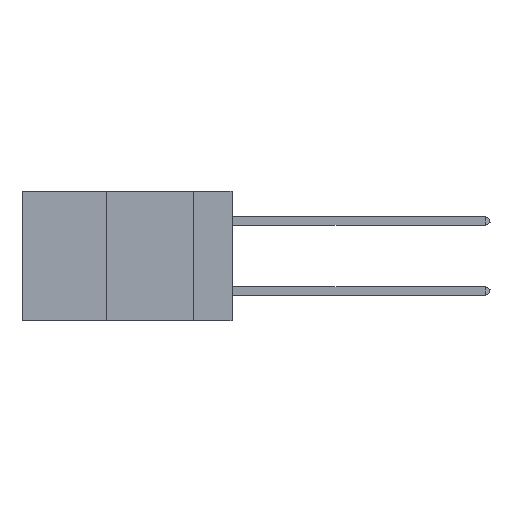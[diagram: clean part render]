
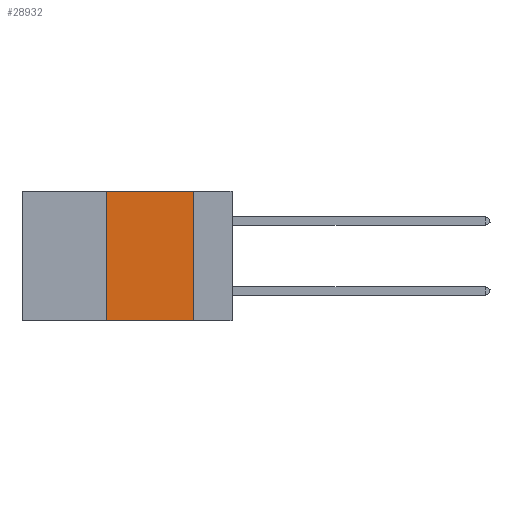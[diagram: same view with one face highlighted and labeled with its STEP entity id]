
A CAD part, left-side view. The second image highlights one B-rep face of the part: STEP entity #28932.
In plain terms, the highlighted planar face has unit normal (-1, 0, 0).
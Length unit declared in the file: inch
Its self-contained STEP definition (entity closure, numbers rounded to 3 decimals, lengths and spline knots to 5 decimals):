
#1008 = FACE_OUTER_BOUND ( 'NONE', #22220, .T. ) ;
#2606 = DIRECTION ( 'NONE',  ( 1., 0., 0. ) ) ;
#2871 = EDGE_CURVE ( 'NONE', #7275, #16389, #7782, .T. ) ;
#2989 = ORIENTED_EDGE ( 'NONE', *, *, #33160, .T. ) ;
#3926 = DIRECTION ( 'NONE',  ( 0., 0., 1. ) ) ;
#4531 = CARTESIAN_POINT ( 'NONE',  ( 0., 0.6, -0.37 ) ) ;
#4855 = CARTESIAN_POINT ( 'NONE',  ( 0., 0.36, 0. ) ) ;
#6240 = ORIENTED_EDGE ( 'NONE', *, *, #2871, .F. ) ;
#6572 = CARTESIAN_POINT ( 'NONE',  ( 0., 0.36, 0. ) ) ;
#7275 = VERTEX_POINT ( 'NONE', #26488 ) ;
#7782 = LINE ( 'NONE', #6572, #20147 ) ;
#8330 = ORIENTED_EDGE ( 'NONE', *, *, #19482, .F. ) ;
#8515 = LINE ( 'NONE', #31854, #21711 ) ;
#9502 = VECTOR ( 'NONE', #16005, 39.37008 ) ;
#9821 = VECTOR ( 'NONE', #25628, 39.37008 ) ;
#13313 = CARTESIAN_POINT ( 'NONE',  ( 0., 0.11, -0.37 ) ) ;
#16005 = DIRECTION ( 'NONE',  ( 0., 0., -1. ) ) ;
#16389 = VERTEX_POINT ( 'NONE', #4855 ) ;
#18711 = DIRECTION ( 'NONE',  ( 0., -1., 0. ) ) ;
#19482 = EDGE_CURVE ( 'NONE', #16389, #29421, #8515, .T. ) ;
#19486 = AXIS2_PLACEMENT_3D ( 'NONE', #31518, #2606, #21044 ) ;
#20147 = VECTOR ( 'NONE', #3926, 39.37008 ) ;
#21044 = DIRECTION ( 'NONE',  ( 0., 0., -1. ) ) ;
#21711 = VECTOR ( 'NONE', #18711, 39.37008 ) ;
#21727 = VERTEX_POINT ( 'NONE', #13313 ) ;
#22220 = EDGE_LOOP ( 'NONE', ( #33133, #8330, #6240, #2989 ) ) ;
#24353 = LINE ( 'NONE', #31792, #9502 ) ;
#25628 = DIRECTION ( 'NONE',  ( 0., -1., 0. ) ) ;
#26229 = PLANE ( 'NONE',  #19486 ) ;
#26488 = CARTESIAN_POINT ( 'NONE',  ( 0., 0.36, -0.37 ) ) ;
#28932 = ADVANCED_FACE ( 'NONE', ( #1008 ), #26229, .F. ) ;
#29421 = VERTEX_POINT ( 'NONE', #33320 ) ;
#30849 = LINE ( 'NONE', #4531, #9821 ) ;
#31518 = CARTESIAN_POINT ( 'NONE',  ( 0., 0.6, 0. ) ) ;
#31792 = CARTESIAN_POINT ( 'NONE',  ( 0., 0.11, 0. ) ) ;
#31854 = CARTESIAN_POINT ( 'NONE',  ( 0., 0.6, 0. ) ) ;
#32088 = EDGE_CURVE ( 'NONE', #29421, #21727, #24353, .T. ) ;
#33133 = ORIENTED_EDGE ( 'NONE', *, *, #32088, .F. ) ;
#33160 = EDGE_CURVE ( 'NONE', #7275, #21727, #30849, .T. ) ;
#33320 = CARTESIAN_POINT ( 'NONE',  ( 0., 0.11, 0. ) ) ;
